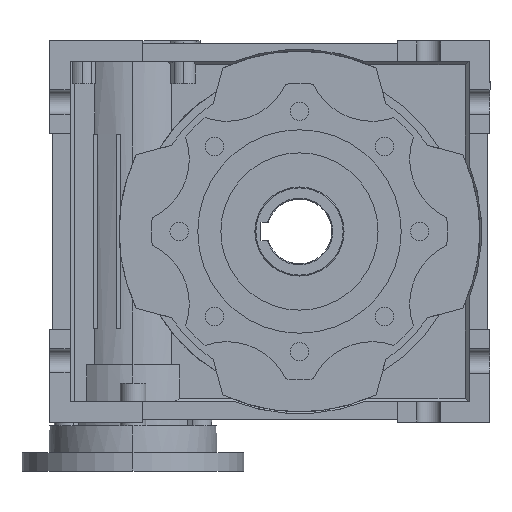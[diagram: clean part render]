
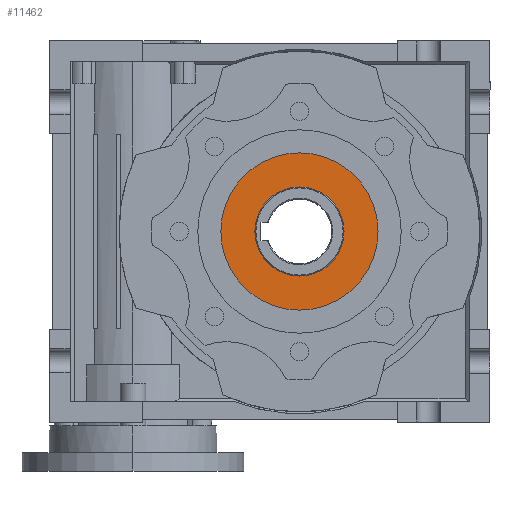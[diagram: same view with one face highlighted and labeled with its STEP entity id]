
A CAD part, left-side view. The second image highlights one B-rep face of the part: STEP entity #11462.
In plain terms, the highlighted planar face has unit normal (-1, 0, 0).
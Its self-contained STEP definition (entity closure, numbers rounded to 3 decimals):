
#847 = FACE_BOUND ( 'NONE', #18970, .T. ) ;
#876 = DIRECTION ( 'NONE',  ( -1., 0., 0. ) ) ;
#1107 = DIRECTION ( 'NONE',  ( 0., 0., -1. ) ) ;
#2769 = AXIS2_PLACEMENT_3D ( 'NONE', #5122, #18258, #7020 ) ;
#4829 = EDGE_CURVE ( 'NONE', #15195, #9053, #20054, .T. ) ;
#4922 = CARTESIAN_POINT ( 'NONE',  ( -68., 0., 0. ) ) ;
#4959 = CARTESIAN_POINT ( 'NONE',  ( -68., 0., 42.5 ) ) ;
#5122 = CARTESIAN_POINT ( 'NONE',  ( -68., 0., 0. ) ) ;
#5753 = PLANE ( 'NONE',  #19578 ) ;
#5818 = FACE_OUTER_BOUND ( 'NONE', #7585, .T. ) ;
#5829 = DIRECTION ( 'NONE',  ( 0., 0., -1. ) ) ;
#6828 = DIRECTION ( 'NONE',  ( 0., 0., -1. ) ) ;
#7020 = DIRECTION ( 'NONE',  ( 0., 0., 1. ) ) ;
#7218 = ORIENTED_EDGE ( 'NONE', *, *, #14051, .F. ) ;
#7585 = EDGE_LOOP ( 'NONE', ( #11709, #7218 ) ) ;
#9053 = VERTEX_POINT ( 'NONE', #4959 ) ;
#10370 = CIRCLE ( 'NONE', #15698, 42.5 ) ;
#11295 = CARTESIAN_POINT ( 'NONE',  ( -68., 0., 24.1 ) ) ;
#11462 = ADVANCED_FACE ( 'NONE', ( #847, #5818 ), #5753, .T. ) ;
#11709 = ORIENTED_EDGE ( 'NONE', *, *, #4829, .F. ) ;
#11951 = AXIS2_PLACEMENT_3D ( 'NONE', #23560, #12317, #1107 ) ;
#12086 = CARTESIAN_POINT ( 'NONE',  ( -68., 0., 0. ) ) ;
#12317 = DIRECTION ( 'NONE',  ( 1., 0., 0. ) ) ;
#13863 = CIRCLE ( 'NONE', #2769, 24.1 ) ;
#14000 = DIRECTION ( 'NONE',  ( 0., 0., 1. ) ) ;
#14051 = EDGE_CURVE ( 'NONE', #9053, #15195, #10370, .T. ) ;
#14550 = VERTEX_POINT ( 'NONE', #19612 ) ;
#15195 = VERTEX_POINT ( 'NONE', #23737 ) ;
#15197 = CARTESIAN_POINT ( 'NONE',  ( -68., 0., 0. ) ) ;
#15210 = EDGE_CURVE ( 'NONE', #19245, #14550, #13863, .T. ) ;
#15698 = AXIS2_PLACEMENT_3D ( 'NONE', #4922, #18073, #6828 ) ;
#17084 = DIRECTION ( 'NONE',  ( -1., 0., 0. ) ) ;
#18037 = CIRCLE ( 'NONE', #21366, 24.1 ) ;
#18073 = DIRECTION ( 'NONE',  ( 1., 0., 0. ) ) ;
#18206 = ORIENTED_EDGE ( 'NONE', *, *, #23131, .F. ) ;
#18258 = DIRECTION ( 'NONE',  ( -1., 0., 0. ) ) ;
#18970 = EDGE_LOOP ( 'NONE', ( #18206, #20824 ) ) ;
#19245 = VERTEX_POINT ( 'NONE', #11295 ) ;
#19578 = AXIS2_PLACEMENT_3D ( 'NONE', #15197, #17084, #5829 ) ;
#19612 = CARTESIAN_POINT ( 'NONE',  ( -68., 0., -24.1 ) ) ;
#20054 = CIRCLE ( 'NONE', #11951, 42.5 ) ;
#20824 = ORIENTED_EDGE ( 'NONE', *, *, #15210, .F. ) ;
#21366 = AXIS2_PLACEMENT_3D ( 'NONE', #12086, #876, #14000 ) ;
#23131 = EDGE_CURVE ( 'NONE', #14550, #19245, #18037, .T. ) ;
#23560 = CARTESIAN_POINT ( 'NONE',  ( -68., 0., 0. ) ) ;
#23737 = CARTESIAN_POINT ( 'NONE',  ( -68., 0., -42.5 ) ) ;
